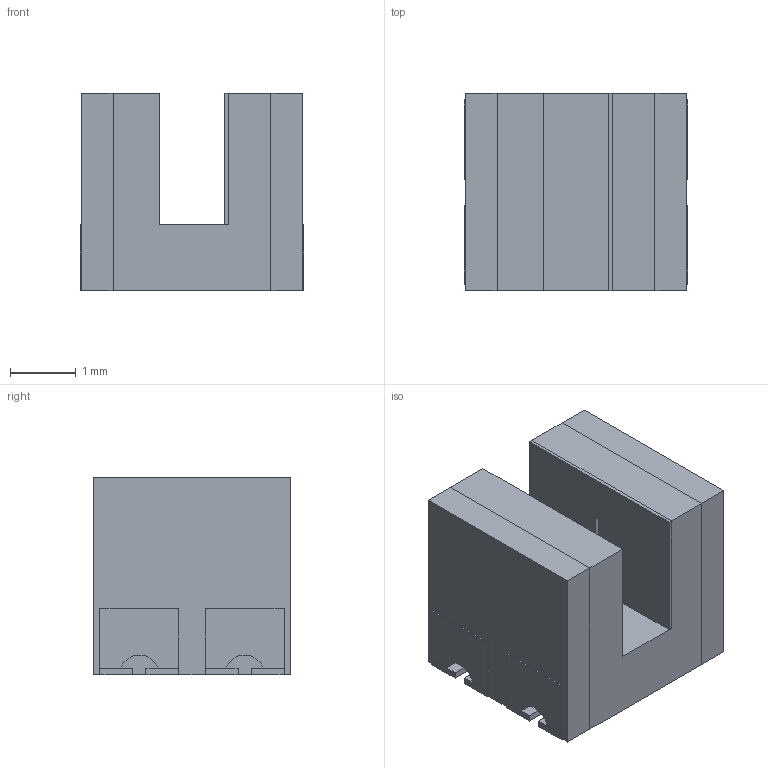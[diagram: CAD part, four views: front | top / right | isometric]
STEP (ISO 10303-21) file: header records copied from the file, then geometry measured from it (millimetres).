
FILE_DESCRIPTION((''),'2;1');
FILE_NAME('OMRON_EE-SX1107.stp','2010-10-21T12:06:30',(''),(''),'Mechanical Desktop 2010','Mechanical Desktop 2010',', , ');
FILE_SCHEMA(('AUTOMOTIVE_DESIGN { 1 2 10303 214 1 1 1 1 }'));
Length unit declared in the file: millimetre
Products named in the file (1): Product
Bounding box: 3.4 x 3 x 3 mm (x, y, z)
Volume: 24.5 mm3; surface area: 137.4 mm2
Topology: 16 solids, 16 shells, 141 faces, 324 edges, 217 vertices
Faces by surface type: plane 77, bspline 62, cylinder 2
Entity records: 3996 total; most frequent: CARTESIAN_POINT 897, ORIENTED_EDGE 648, DIRECTION 492, EDGE_CURVE 324, VECTOR 316, LINE 316, VERTEX_POINT 216, EDGE_LOOP 144
